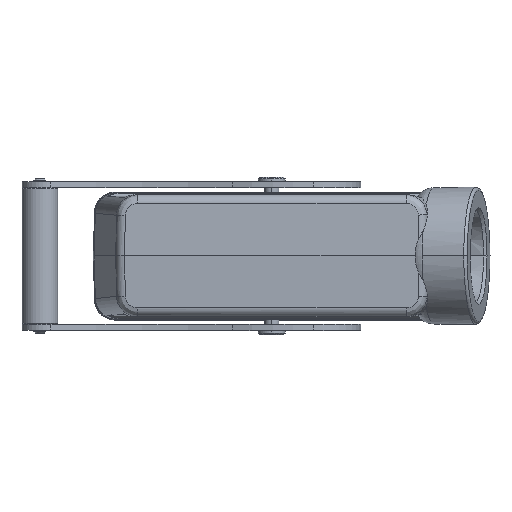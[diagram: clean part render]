
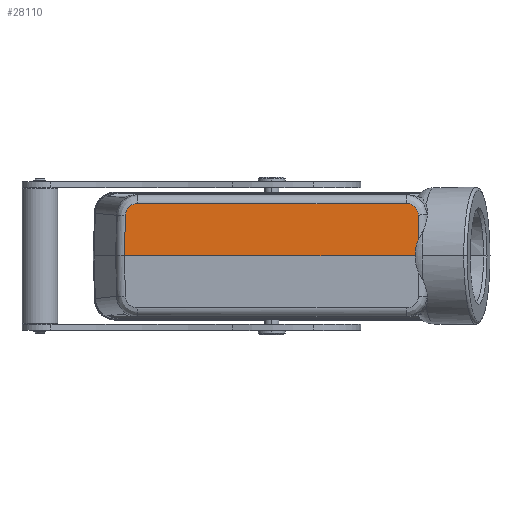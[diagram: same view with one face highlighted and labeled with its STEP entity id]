
A CAD part, top view. The second image highlights one B-rep face of the part: STEP entity #28110.
In plain terms, the highlighted face is planar.
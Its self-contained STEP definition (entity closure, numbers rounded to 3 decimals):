
#26510=CARTESIAN_POINT('',(-49.535,76.,0.));
#26520=VERTEX_POINT('',#26510);
#26550=CARTESIAN_POINT('',(-49.535,76.,0.));
#26560=DIRECTION('',(1.,0.,0.));
#26570=VECTOR('',#26560,1.);
#26580=LINE('',#26550,#26570);
#26590=CARTESIAN_POINT('',(48.206,76.,
0.));
#26600=VERTEX_POINT('',#26590);
#26610=EDGE_CURVE('',#26520,#26600,#26580,.T.);
#26630=CARTESIAN_POINT('',(54.56,54.316,
0.));
#26640=DIRECTION('',(-0.985,-0.174,0.));
#26650=DIRECTION('',(0.174,-0.985,
0.));
#26660=AXIS2_PLACEMENT_3D('',#26630,#26640,#26650);
#26670=TOROIDAL_SURFACE('',#26660,17.,6.);
#27250=CARTESIAN_POINT('',(0.054,75.772,
-8.703));
#27260=DIRECTION('',(0.,1.,
-0.026));
#27270=DIRECTION('',(0.026,-0.026,
-0.999));
#27280=AXIS2_PLACEMENT_3D('',#27250,#27260,#27270);
#27290=PLANE('',#27280);
#27300=CARTESIAN_POINT('',(49.403,75.843,
-6.014));
#27310=DIRECTION('',(-0.022,-0.026,
-0.999));
#27320=VECTOR('',#27310,1.);
#27330=LINE('',#27300,#27320);
#27340=CARTESIAN_POINT('',(49.407,75.848,
-5.805));
#27350=VERTEX_POINT('',#27340);
#27360=CARTESIAN_POINT('',(49.235,75.643,
-13.636));
#27370=VERTEX_POINT('',#27360);
#27380=EDGE_CURVE('',#27350,#27370,#27330,.T.);
#27390=ORIENTED_EDGE('',*,*,#27380,.T.);
#27400=CARTESIAN_POINT('',(48.206,76.,
0.));
#27410=CARTESIAN_POINT('',(48.187,75.987,
-0.499));
#27420=CARTESIAN_POINT('',(48.195,75.974,
-1.));
#27430=CARTESIAN_POINT('',(48.23,75.961,
-1.498));
#27440=CARTESIAN_POINT('',(48.264,75.948,
-1.997));
#27450=CARTESIAN_POINT('',(48.326,75.935,
-2.493));
#27460=CARTESIAN_POINT('',(48.418,75.922,
-2.984));
#27470=CARTESIAN_POINT('',(48.51,75.909,
-3.476));
#27480=CARTESIAN_POINT('',(48.632,75.896,
-3.961));
#27490=CARTESIAN_POINT('',(48.793,75.884,
-4.436));
#27500=CARTESIAN_POINT('',(48.955,75.871,
-4.91));
#27510=CARTESIAN_POINT('',(49.155,75.859,
-5.374));
#27520=CARTESIAN_POINT('',(49.407,75.848,
-5.805));
#27530=B_SPLINE_CURVE_WITH_KNOTS('',3,(#27400,#27410,#27420,#27430,
#27440,#27450,#27460,#27470,#27480,#27490,#27500,#27510,#27520),
.UNSPECIFIED.,.F.,.F.,(4,3,3,3,4),(0.,1.499,2.999,
4.5,6.003),.UNSPECIFIED.);
#27540=SURFACE_CURVE('',#27530,(#26670,#27290),.CURVE_3D.);
#27550=EDGE_CURVE('',#26600,#27350,#27540,.T.);
#27560=ORIENTED_EDGE('',*,*,#27550,.T.);
#27570=ORIENTED_EDGE('',*,*,#26610,.T.);
#27580=CARTESIAN_POINT('',(-49.235,75.643,
-13.636));
#27590=DIRECTION('',(-0.022,0.026,
0.999));
#27600=VECTOR('',#27590,1.);
#27610=LINE('',#27580,#27600);
#27620=CARTESIAN_POINT('',(-49.235,75.643,
-13.636));
#27630=VERTEX_POINT('',#27620);
#27640=EDGE_CURVE('',#27630,#26520,#27610,.T.);
#27650=ORIENTED_EDGE('',*,*,#27640,.T.);
#27660=CARTESIAN_POINT('',(-45.206,75.541,
-17.521));
#27670=CARTESIAN_POINT('',(-45.227,75.541,
-17.521));
#27680=CARTESIAN_POINT('',(-45.761,75.541,
-17.517));
#27690=CARTESIAN_POINT('',(-46.546,75.546,
-17.35));
#27700=CARTESIAN_POINT('',(-47.451,75.558,
-16.877));
#27710=CARTESIAN_POINT('',(-48.1,75.572,
-16.362));
#27720=CARTESIAN_POINT('',(-48.66,75.59,
-15.669));
#27730=CARTESIAN_POINT('',(-49.104,75.614,
-14.737));
#27740=CARTESIAN_POINT('',(-49.226,75.633,
-14.03));
#27750=CARTESIAN_POINT('',(-49.235,75.643,
-13.636));
#27760=B_SPLINE_CURVE_WITH_KNOTS('',3,(#27660,#27670,#27680,#27690,
#27700,#27710,#27720,#27730,#27740,#27750),.UNSPECIFIED.,.F.,.F.,(4,1,1,
1,1,1,1,4),(0.,0.116,2.838,
4.198,5.559,7.26,8.962,
11.088),.UNSPECIFIED.);
#27770=CARTESIAN_POINT('',(-45.206,75.541,
-17.521));
#27780=VERTEX_POINT('',#27770);
#27790=EDGE_CURVE('',#27780,#27630,#27760,.T.);
#27800=ORIENTED_EDGE('',*,*,#27790,.T.);
#27810=CARTESIAN_POINT('',(45.206,75.541,
-17.521));
#27820=DIRECTION('',(-1.,0.,0.));
#27830=VECTOR('',#27820,1.);
#27840=LINE('',#27810,#27830);
#27850=CARTESIAN_POINT('',(45.206,75.541,
-17.521));
#27860=VERTEX_POINT('',#27850);
#27870=EDGE_CURVE('',#27860,#27780,#27840,.T.);
#27880=ORIENTED_EDGE('',*,*,#27870,.T.);
#27890=CARTESIAN_POINT('',(48.217,75.715,
-10.89));
#27900=CARTESIAN_POINT('',(48.432,75.709,
-11.131));
#27910=CARTESIAN_POINT('',(48.619,75.702,
-11.399));
#27920=CARTESIAN_POINT('',(49.088,75.678,
-12.284));
#27930=CARTESIAN_POINT('',(49.249,75.661,
-12.951));
#27940=CARTESIAN_POINT('',(49.223,75.626,
-14.287));
#27950=CARTESIAN_POINT('',(49.044,75.609,
-14.933));
#27960=CARTESIAN_POINT('',(48.392,75.579,
-16.072));
#27970=CARTESIAN_POINT('',(47.932,75.567,
-16.549));
#27980=CARTESIAN_POINT('',(47.001,75.551,
-17.135));
#27990=CARTESIAN_POINT('',(46.585,75.547,
-17.309));
#28000=CARTESIAN_POINT('',(46.15,75.544,
-17.411));
#28010=CARTESIAN_POINT('',(45.938,75.543,
-17.461));
#28020=CARTESIAN_POINT('',(45.724,75.542,
-17.494));
#28030=CARTESIAN_POINT('',(45.408,75.541,
-17.518));
#28040=CARTESIAN_POINT('',(45.307,75.541,
-17.521));
#28050=CARTESIAN_POINT('',(45.206,75.541,
-17.521));
#28060=B_SPLINE_CURVE_WITH_KNOTS('',3,(#27890,#27900,#27910,#27920,
#27930,#27940,#27950,#27960,#27970,#27980,#27990,#28000,#28010,#28020,
#28030,#28040,#28050),.UNSPECIFIED.,.F.,.F.,(4,2,2,2,2,3,2,4),(
23.465,24.802,27.578,30.293,
32.973,34.806,35.695,36.112),
.UNSPECIFIED.);
#28070=EDGE_CURVE('',#27370,#27860,#28060,.T.);
#28080=ORIENTED_EDGE('',*,*,#28070,.T.);
#28090=EDGE_LOOP('',(#28080,#27880,#27800,#27650,#27570,#27560,#27390));
#28100=FACE_OUTER_BOUND('',#28090,.T.);
#28110=ADVANCED_FACE('',(#28100),#27290,.T.);
